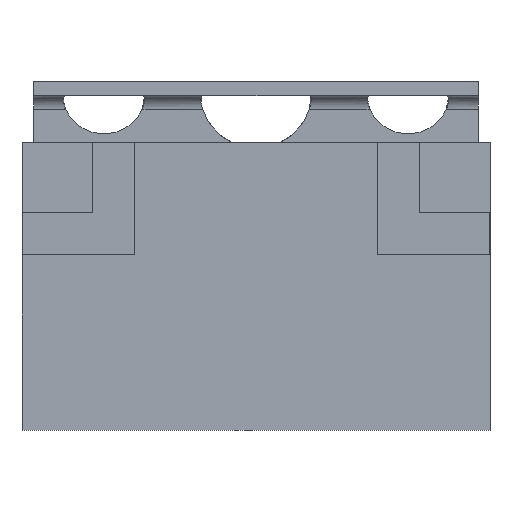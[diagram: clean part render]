
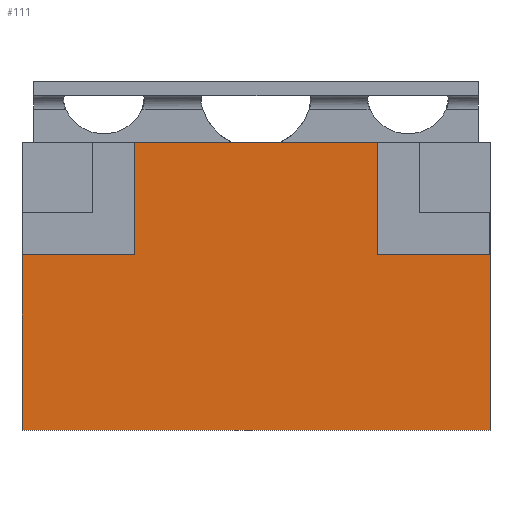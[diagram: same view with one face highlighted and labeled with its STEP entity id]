
A CAD part, left-side view. The second image highlights one B-rep face of the part: STEP entity #111.
In plain terms, the highlighted planar face has unit normal (-1, 0, 0).
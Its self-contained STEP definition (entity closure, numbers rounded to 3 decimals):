
#111=ADVANCED_FACE('',(#3463),#3465,.F.);
#3463=FACE_BOUND('',#3464,.T.);
#3464=EDGE_LOOP('',(#8432,#8433,#8434,#8435,#8436,#8437,#8438,#8439));
#3465=PLANE('',#3466);
#3466=AXIS2_PLACEMENT_3D('',#3467,#3468,#3469);
#3467=CARTESIAN_POINT('',(-2.,-5.,6.15));
#3468=DIRECTION('',(1.,0.,0.));
#3469=DIRECTION('',(0.,0.,-1.));
#8432=ORIENTED_EDGE('',*,*,#10423,.F.);
#8433=ORIENTED_EDGE('',*,*,#10424,.F.);
#8434=ORIENTED_EDGE('',*,*,#10425,.F.);
#8435=ORIENTED_EDGE('',*,*,#10407,.T.);
#8436=ORIENTED_EDGE('',*,*,#10426,.T.);
#8437=ORIENTED_EDGE('',*,*,#10427,.F.);
#8438=ORIENTED_EDGE('',*,*,#10428,.F.);
#8439=ORIENTED_EDGE('',*,*,#10429,.F.);
#10407=EDGE_CURVE('',#11429,#11427,#11430,.T.);
#10423=EDGE_CURVE('',#11458,#11459,#11460,.T.);
#10424=EDGE_CURVE('',#11461,#11458,#11462,.T.);
#10425=EDGE_CURVE('',#11429,#11461,#11463,.T.);
#10426=EDGE_CURVE('',#11427,#11464,#11465,.T.);
#10427=EDGE_CURVE('',#11466,#11464,#11467,.T.);
#10428=EDGE_CURVE('',#11468,#11466,#11469,.T.);
#10429=EDGE_CURVE('',#11459,#11468,#11470,.T.);
#11427=VERTEX_POINT('',#13126);
#11429=VERTEX_POINT('',#13130);
#11430=LINE('',#13131,#13132);
#11458=VERTEX_POINT('',#13191);
#11459=VERTEX_POINT('',#13192);
#11460=LINE('',#13193,#13194);
#11461=VERTEX_POINT('',#13196);
#11462=LINE('',#13197,#13198);
#11463=LINE('',#13200,#13201);
#11464=VERTEX_POINT('',#13203);
#11465=LINE('',#13204,#13205);
#11466=VERTEX_POINT('',#13207);
#11467=LINE('',#13208,#13209);
#11468=VERTEX_POINT('',#13211);
#11469=LINE('',#13212,#13213);
#11470=LINE('',#13215,#13216);
#13126=CARTESIAN_POINT('',(-2.,5.,0.));
#13130=CARTESIAN_POINT('',(-2.,5.,3.75));
#13131=CARTESIAN_POINT('',(-2.,5.,3.75));
#13132=VECTOR('',#13133,1.);
#13133=DIRECTION('',(0.,0.,-1.));
#13191=CARTESIAN_POINT('',(-2.,2.6,6.15));
#13192=CARTESIAN_POINT('',(-2.,-2.6,6.15));
#13193=CARTESIAN_POINT('',(-2.,2.6,6.15));
#13194=VECTOR('',#13195,1.);
#13195=DIRECTION('',(0.,-1.,0.));
#13196=CARTESIAN_POINT('',(-2.,2.6,3.75));
#13197=CARTESIAN_POINT('',(-2.,2.6,3.75));
#13198=VECTOR('',#13199,1.);
#13199=DIRECTION('',(0.,0.,1.));
#13200=CARTESIAN_POINT('',(-2.,5.,3.75));
#13201=VECTOR('',#13202,1.);
#13202=DIRECTION('',(0.,-1.,0.));
#13203=CARTESIAN_POINT('',(-2.,-5.,0.));
#13204=CARTESIAN_POINT('',(-2.,5.,0.));
#13205=VECTOR('',#13206,1.);
#13206=DIRECTION('',(0.,-1.,0.));
#13207=CARTESIAN_POINT('',(-2.,-5.,3.75));
#13208=CARTESIAN_POINT('',(-2.,-5.,3.75));
#13209=VECTOR('',#13210,1.);
#13210=DIRECTION('',(0.,0.,-1.));
#13211=CARTESIAN_POINT('',(-2.,-2.6,3.75));
#13212=CARTESIAN_POINT('',(-2.,-2.6,3.75));
#13213=VECTOR('',#13214,1.);
#13214=DIRECTION('',(0.,-1.,0.));
#13215=CARTESIAN_POINT('',(-2.,-2.6,6.15));
#13216=VECTOR('',#13217,1.);
#13217=DIRECTION('',(0.,0.,-1.));
